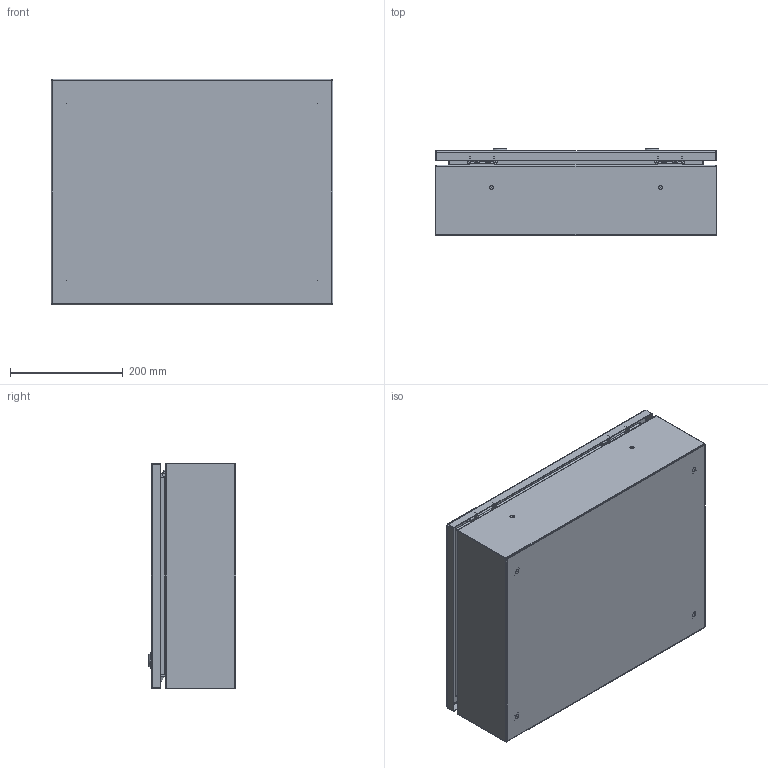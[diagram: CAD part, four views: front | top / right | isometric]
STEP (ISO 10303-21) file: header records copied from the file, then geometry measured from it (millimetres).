
FILE_DESCRIPTION(/* description */ (''),/* implementation_level */ '2;1');
FILE_NAME(/* name */ 'Шкаф SES 50.40.15.000-01.stp',/* time_stamp */ '2021-01-22T09:05:22+03:00',/* author */ ('KB-STEPAN'),/* organization */ (''),/* preprocessor_version */ 'ST-DEVELOPER v16.1',/* originating_system */ 'Autodesk Inventor 2016',/* authorisation */ '');
FILE_SCHEMA (('AUTOMOTIVE_DESIGN { 1 0 10303 214 3 1 1 }'));
Length unit declared in the file: millimetre
Products named in the file (1): Деталь5
Bounding box: 500 x 155.5 x 400 mm (x, y, z)
Volume: 1249896.4 mm3; surface area: 1836142.6 mm2
Topology: 4 solids, 18 shells, 1346 faces, 3275 edges, 2028 vertices
Faces by surface type: plane 793, cylinder 351, cone 128, bspline 62, torus 12
Full cylindrical faces by diameter (mm): 1 x14, 3.8 x2, 4.917 x2, 5 x10, 5.2 x4, 5.3 x4, 5.5 x4, 6 x23, 6.4 x6, 7.5 x6, 8 x20, 8.4 x8, 8.7 x2, 9 x4, 12 x10, 16 x8, 27 x2, 33 x2
Entity records: 39431 total; most frequent: CARTESIAN_POINT 9035, DIRECTION 5912, ORIENTED_EDGE 5824, EDGE_CURVE 2910, AXIS2_PLACEMENT_3D 2231, VERTEX_POINT 1914, EDGE_LOOP 1752, LINE 1450
